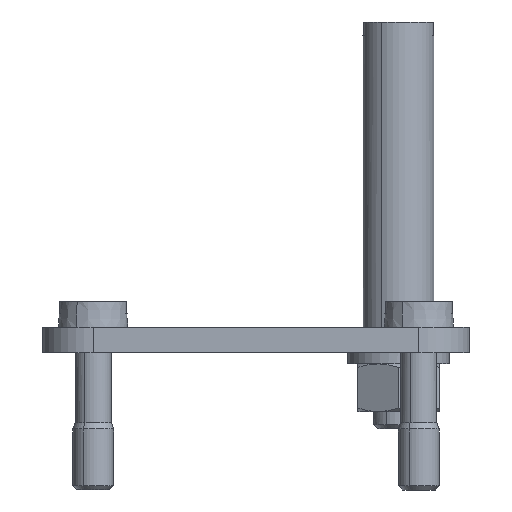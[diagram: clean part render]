
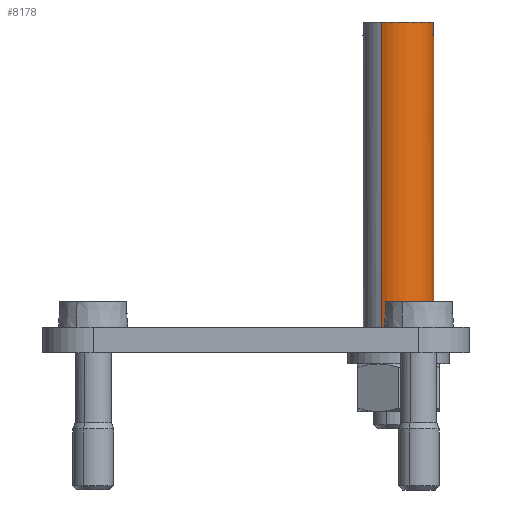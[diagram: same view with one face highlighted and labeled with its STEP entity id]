
A CAD part, front view. The second image highlights one B-rep face of the part: STEP entity #8178.
In plain terms, the highlighted cylindrical face has radius 3.5 mm (diameter 7 mm), a partial arc.
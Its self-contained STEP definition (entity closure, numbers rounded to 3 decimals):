
#129=AXIS2_PLACEMENT_3D('Circle Axis2P3D',#127,#128,$) ;
#7938=AXIS2_PLACEMENT_3D('Circle Axis2P3D',#7936,#7937,$) ;
#8120=AXIS2_PLACEMENT_3D('Cylinder Axis2P3D',#8117,#8118,#8119) ;
#8160=AXIS2_PLACEMENT_3D('Circle Axis2P3D',#8158,#8159,$) ;
#8165=AXIS2_PLACEMENT_3D('Circle Axis2P3D',#8163,#8164,$) ;
#122=CARTESIAN_POINT('Vertex',(33.322,89.428,16.)) ;
#124=CARTESIAN_POINT('Vertex',(36.678,95.572,16.)) ;
#127=CARTESIAN_POINT('Axis2P3D Location',(35.,92.5,16.)) ;
#7878=CARTESIAN_POINT('Vertex',(38.448,93.1,44.7)) ;
#7883=CARTESIAN_POINT('Line Origine',(38.448,93.1,45.35)) ;
#7887=CARTESIAN_POINT('Vertex',(38.448,93.1,46.)) ;
#7933=CARTESIAN_POINT('Vertex',(38.448,91.9,44.7)) ;
#7936=CARTESIAN_POINT('Axis2P3D Location',(35.,92.5,44.7)) ;
#7965=CARTESIAN_POINT('Vertex',(38.448,91.9,46.)) ;
#7968=CARTESIAN_POINT('Line Origine',(38.448,91.9,45.35)) ;
#8117=CARTESIAN_POINT('Axis2P3D Location',(35.,92.5,26.)) ;
#8126=CARTESIAN_POINT('Vertex',(36.678,95.572,46.)) ;
#8129=CARTESIAN_POINT('Line Origine',(36.678,95.572,31.)) ;
#8134=CARTESIAN_POINT('Line Origine',(33.322,89.428,31.)) ;
#8138=CARTESIAN_POINT('Vertex',(33.322,89.428,46.)) ;
#8158=CARTESIAN_POINT('Axis2P3D Location',(35.,92.5,46.)) ;
#8163=CARTESIAN_POINT('Axis2P3D Location',(35.,92.5,46.)) ;
#128=DIRECTION('Axis2P3D Direction',(0.,0.,1.)) ;
#7884=DIRECTION('Vector Direction',(0.,0.,-1.)) ;
#7937=DIRECTION('Axis2P3D Direction',(0.,0.,-1.)) ;
#7969=DIRECTION('Vector Direction',(0.,0.,-1.)) ;
#8118=DIRECTION('Axis2P3D Direction',(0.,0.,-1.)) ;
#8119=DIRECTION('Axis2P3D XDirection',(0.479,0.878,0.)) ;
#8130=DIRECTION('Vector Direction',(0.,0.,-1.)) ;
#8135=DIRECTION('Vector Direction',(0.,0.,-1.)) ;
#8159=DIRECTION('Axis2P3D Direction',(0.,0.,-1.)) ;
#8164=DIRECTION('Axis2P3D Direction',(0.,0.,-1.)) ;
#7885=VECTOR('Line Direction',#7884,1.) ;
#7970=VECTOR('Line Direction',#7969,1.) ;
#8131=VECTOR('Line Direction',#8130,1.) ;
#8136=VECTOR('Line Direction',#8135,1.) ;
#8169=ORIENTED_EDGE('',*,*,#8162,.T.) ;
#8170=ORIENTED_EDGE('',*,*,#8140,.F.) ;
#8171=ORIENTED_EDGE('',*,*,#131,.F.) ;
#8172=ORIENTED_EDGE('',*,*,#8133,.T.) ;
#8173=ORIENTED_EDGE('',*,*,#8167,.T.) ;
#8174=ORIENTED_EDGE('',*,*,#7889,.T.) ;
#8175=ORIENTED_EDGE('',*,*,#7940,.T.) ;
#8176=ORIENTED_EDGE('',*,*,#7972,.F.) ;
#8178=ADVANCED_FACE('Hauptk\X2\00F6\X0\rper',(#8177),#8121,.T.) ;
#130=CIRCLE('generated circle',#129,3.5) ;
#7939=CIRCLE('generated circle',#7938,3.5) ;
#8161=CIRCLE('generated circle',#8160,3.5) ;
#8166=CIRCLE('generated circle',#8165,3.5) ;
#8121=CYLINDRICAL_SURFACE('generated cylinder',#8120,3.5) ;
#131=EDGE_CURVE('',#125,#123,#130,.F.) ;
#7889=EDGE_CURVE('',#7888,#7879,#7886,.T.) ;
#7940=EDGE_CURVE('',#7879,#7934,#7939,.T.) ;
#7972=EDGE_CURVE('',#7966,#7934,#7971,.T.) ;
#8133=EDGE_CURVE('',#125,#8127,#8132,.F.) ;
#8140=EDGE_CURVE('',#123,#8139,#8137,.F.) ;
#8162=EDGE_CURVE('',#7966,#8139,#8161,.T.) ;
#8167=EDGE_CURVE('',#8127,#7888,#8166,.T.) ;
#8168=EDGE_LOOP('',(#8169,#8170,#8171,#8172,#8173,#8174,#8175,#8176)) ;
#8177=FACE_OUTER_BOUND('',#8168,.T.) ;
#7886=LINE('Line',#7883,#7885) ;
#7971=LINE('Line',#7968,#7970) ;
#8132=LINE('Line',#8129,#8131) ;
#8137=LINE('Line',#8134,#8136) ;
#123=VERTEX_POINT('',#122) ;
#125=VERTEX_POINT('',#124) ;
#7879=VERTEX_POINT('',#7878) ;
#7888=VERTEX_POINT('',#7887) ;
#7934=VERTEX_POINT('',#7933) ;
#7966=VERTEX_POINT('',#7965) ;
#8127=VERTEX_POINT('',#8126) ;
#8139=VERTEX_POINT('',#8138) ;
